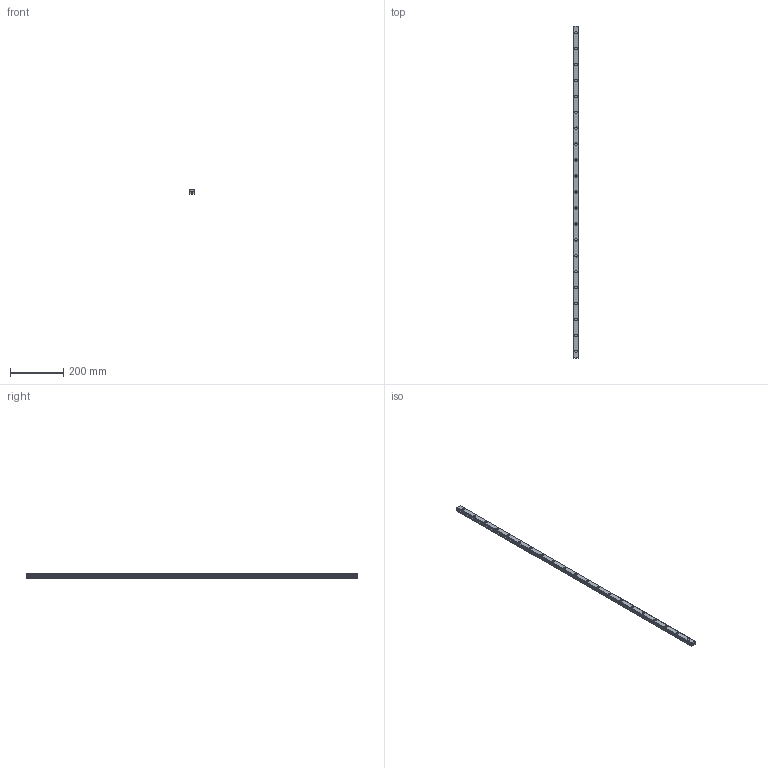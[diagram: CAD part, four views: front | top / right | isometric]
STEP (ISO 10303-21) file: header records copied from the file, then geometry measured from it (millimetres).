
FILE_DESCRIPTION(('STEP AP214'),'1');
FILE_NAME('cctmp_DFA65125-6526-4AE3-8679-3D80CF36F03B_2021_02_04_10_15_38_0839..stp','2021-02-04T09:15:39',('HIWIN GmbH'),('CADClick - www.CADClick.com'),'Spatial InterOp 3D',' ','unknown authorization');
FILE_SCHEMA(('AUTOMOTIVE_DESIGN'));
Length unit declared in the file: millimetre
Products named in the file (1): EGR20R1250C_FILE
Bounding box: 20 x 1250 x 15.5 mm (x, y, z)
Volume: 335320.3 mm3; surface area: 100347.8 mm2
Topology: 1 solids, 1 shells, 355 faces, 837 edges, 530 vertices
Faces by surface type: plane 211, cylinder 144
Entity records: 13095 total; most frequent: DIRECTION 1921, CARTESIAN_POINT 1723, ORIENTED_EDGE 1674, EDGE_CURVE 837, AXIS2_PLACEMENT_3D 728, VERTEX_POINT 530, LINE 465, VECTOR 465
